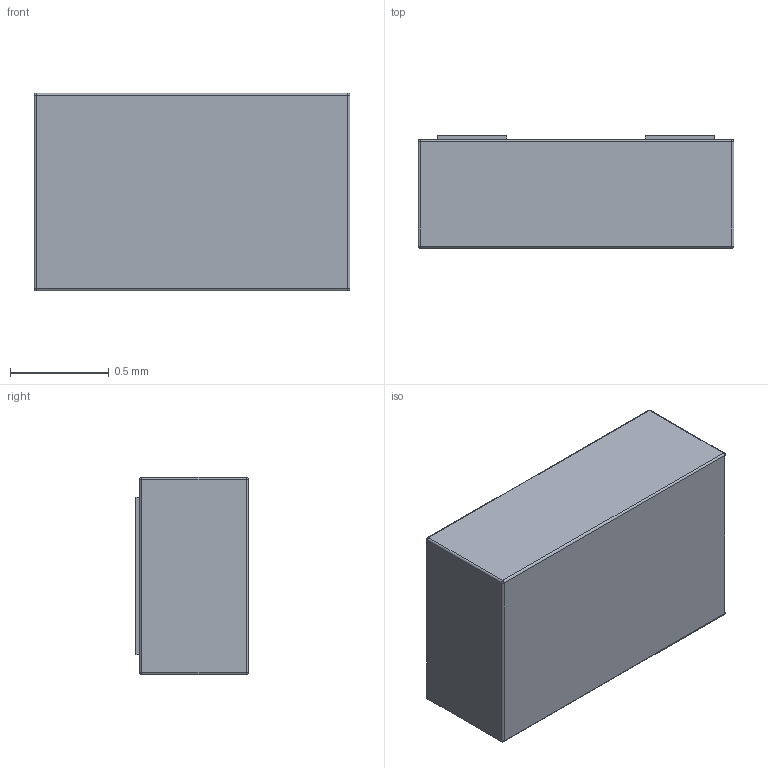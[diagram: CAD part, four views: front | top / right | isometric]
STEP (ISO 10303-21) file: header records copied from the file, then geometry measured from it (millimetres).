
FILE_DESCRIPTION (( 'STEP AP214' ), '1' );
FILE_NAME ('ESDA7P60-1U1M.STEP', '2021-07-19T12:38:34', ( '' ), ( '' ), 'SwSTEP 2.0', 'SolidWorks 2018', '' );
FILE_SCHEMA (( 'AUTOMOTIVE_DESIGN' ));
Length unit declared in the file: millimetre
Products named in the file (1): ESDA7P60-1U1M
Bounding box: 1.6 x 0.57 x 1 mm (x, y, z)
Volume: 0.9 mm3; surface area: 6.1 mm2
Topology: 1 solids, 1 shells, 37 faces, 83 edges, 42 vertices
Faces by surface type: plane 17, cylinder 12, sphere 8
Entity records: 1261 total; most frequent: DIRECTION 175, CARTESIAN_POINT 155, ORIENTED_EDGE 150, EDGE_CURVE 75, AXIS2_PLACEMENT_3D 62, LINE 51, VECTOR 51, VERTEX_POINT 42
